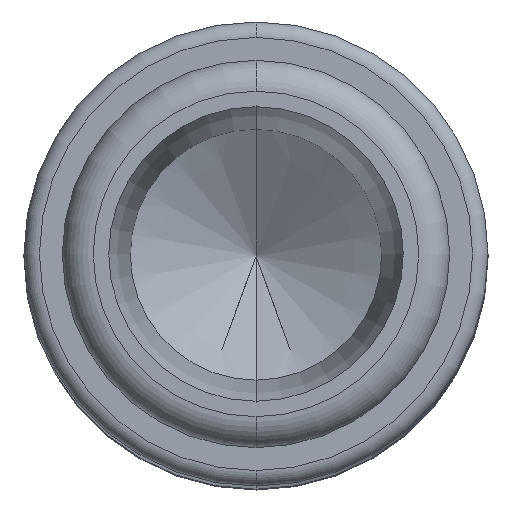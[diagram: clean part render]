
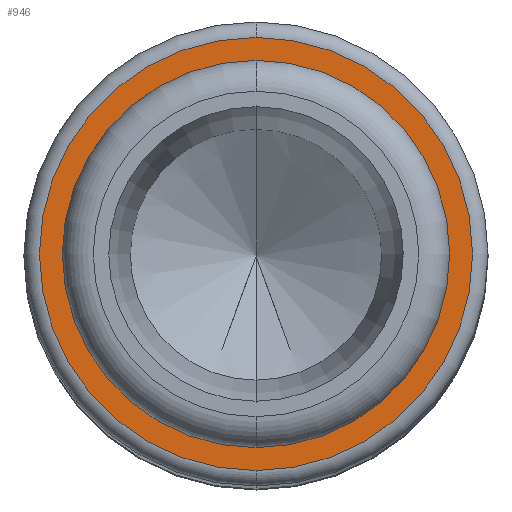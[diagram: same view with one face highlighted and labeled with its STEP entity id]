
A CAD part, top view. The second image highlights one B-rep face of the part: STEP entity #946.
In plain terms, the highlighted planar face has unit normal (0, 0, 1).
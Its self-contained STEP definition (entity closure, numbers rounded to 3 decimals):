
#243=CARTESIAN_POINT('',(0.,0.,11.428));
#244=DIRECTION('',(0.,0.,1.));
#245=DIRECTION('',(0.,1.,0.));
#246=AXIS2_PLACEMENT_3D('',#243,#244,#245);
#248=CARTESIAN_POINT('',(0.,0.,11.428));
#249=DIRECTION('',(0.,0.,-1.));
#250=DIRECTION('',(0.,1.,0.));
#251=AXIS2_PLACEMENT_3D('',#248,#249,#250);
#253=CARTESIAN_POINT('',(0.,0.,11.428));
#254=DIRECTION('',(0.,0.,-1.));
#255=DIRECTION('',(0.,1.,0.));
#256=AXIS2_PLACEMENT_3D('',#253,#254,#255);
#268=CARTESIAN_POINT('',(0.,0.,11.428));
#269=DIRECTION('',(0.,0.,1.));
#270=DIRECTION('',(0.,1.,0.));
#271=AXIS2_PLACEMENT_3D('',#268,#269,#270);
#544=CARTESIAN_POINT('',(0.,2.1,11.428));
#546=VERTEX_POINT('',#544);
#547=CARTESIAN_POINT('',(0.,1.878,11.428));
#549=VERTEX_POINT('',#547);
#575=CARTESIAN_POINT('',(0.,-2.1,11.428));
#576=VERTEX_POINT('',#575);
#577=CARTESIAN_POINT('',(0.,-1.878,11.428));
#579=VERTEX_POINT('',#577);
#931=CARTESIAN_POINT('',(0.,0.,11.428));
#932=DIRECTION('',(0.,0.,-1.));
#933=DIRECTION('',(0.,-1.,0.));
#934=AXIS2_PLACEMENT_3D('',#931,#932,#933);
#935=PLANE('',#934);
#936=ORIENTED_EDGE('',*,*,#910,.F.);
#937=ORIENTED_EDGE('',*,*,#926,.T.);
#938=EDGE_LOOP('',(#936,#937));
#939=FACE_OUTER_BOUND('',#938,.F.);
#941=ORIENTED_EDGE('',*,*,#940,.F.);
#943=ORIENTED_EDGE('',*,*,#942,.T.);
#944=EDGE_LOOP('',(#941,#943));
#945=FACE_BOUND('',#944,.F.);
#946=ADVANCED_FACE('',(#939,#945),#935,.F.);
#247=CIRCLE('',#246,2.1);
#252=CIRCLE('',#251,2.1);
#257=CIRCLE('',#256,1.878);
#272=CIRCLE('',#271,1.878);
#910=EDGE_CURVE('',#546,#576,#247,.T.);
#926=EDGE_CURVE('',#546,#576,#252,.T.);
#940=EDGE_CURVE('',#549,#579,#257,.T.);
#942=EDGE_CURVE('',#549,#579,#272,.T.);
